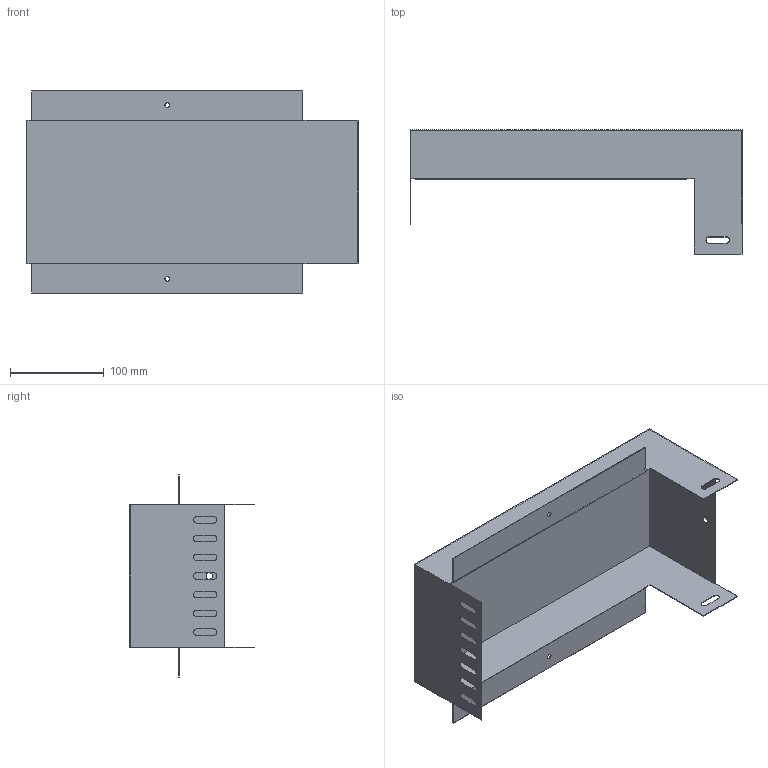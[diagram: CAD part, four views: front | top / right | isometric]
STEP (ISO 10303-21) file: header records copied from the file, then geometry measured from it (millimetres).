
FILE_DESCRIPTION (( 'STEP AP203' ), '1' );
FILE_NAME ('Îòâåòâèòåëü-êðûøêà Ò-îáðàçíûé âåðòèêàëüíûé âíèç DDS_37384.STEP', '2012-11-09T08:50:44', ( 'Àñååâ' ), ( '' ), 'SwSTEP 2.0', 'SolidWorks 2012', '' );
FILE_SCHEMA (( 'CONFIG_CONTROL_DESIGN' ));
Length unit declared in the file: millimetre
Products named in the file (1): Îòâåòâèòåëü-êðûøêà Ò-îáðàçíûé âåðòèêàëüíûé âíèç DDS_37384
Bounding box: 355 x 133 x 216 mm (x, y, z)
Volume: 117224.9 mm3; surface area: 294699.4 mm2
Topology: 1 solids, 1 shells, 69 faces, 197 edges, 130 vertices
Faces by surface type: plane 48, cylinder 21
Full cylindrical faces by diameter (mm): 5 x2, 7 x1
Entity records: 2351 total; most frequent: CARTESIAN_POINT 394, ORIENTED_EDGE 388, DIRECTION 376, EDGE_CURVE 194, LINE 152, VECTOR 152, VERTEX_POINT 130, AXIS2_PLACEMENT_3D 112
